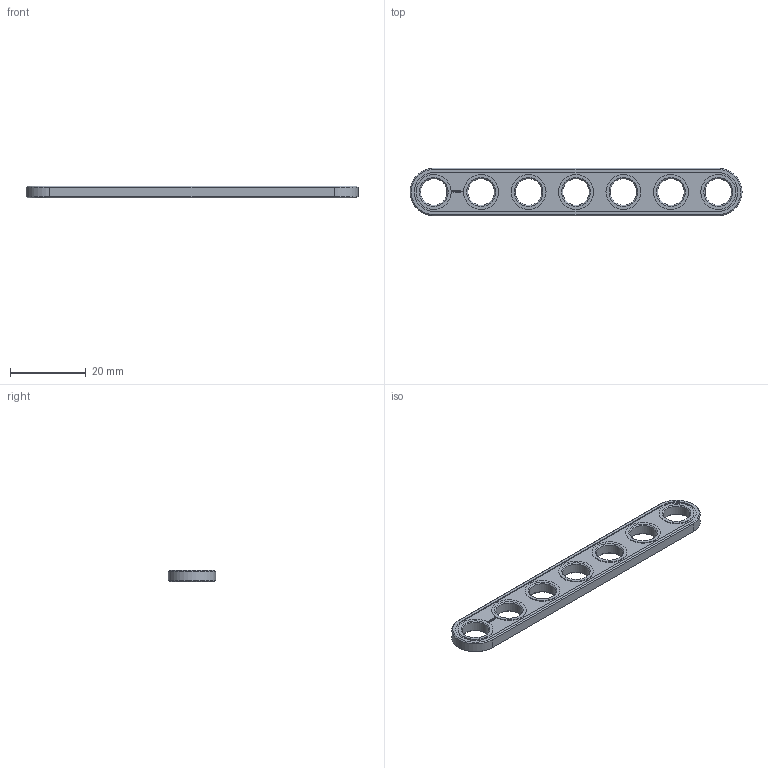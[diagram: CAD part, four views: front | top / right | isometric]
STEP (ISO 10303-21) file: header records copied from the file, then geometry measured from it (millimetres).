
FILE_DESCRIPTION(('FreeCAD Model'),'2;1');
FILE_NAME('Open CASCADE Shape Model','2021-03-06T13:25:50',( 'Paulo Kiefe'),('STEMFIE.org'),'Open CASCADE STEP processor 7.4', 'FreeCAD','Unknown');
FILE_SCHEMA(('AUTOMOTIVE_DESIGN { 1 0 10303 214 1 1 1 1 }'));
Length unit declared in the file: millimetre
Products named in the file (1): Brace_STR_STD_ERR_BU07x01x00.25_-_SPN-BRC-0006_(stemfie.org)
Bounding box: 87.5 x 12.5 x 3.12 mm (x, y, z)
Volume: 2362 mm3; surface area: 2612.9 mm2
Topology: 1 solids, 1 shells, 574 faces, 1565 edges, 1036 vertices
Faces by surface type: plane 316, extrusion 222, cone 18, cylinder 18
Full cylindrical faces by diameter (mm): 7 x7, 9.2 x7
Entity records: 40078 total; most frequent: CARTESIAN_POINT 10477, DIRECTION 4553, VECTOR 3710, LINE 3488, ORIENTED_EDGE 3130, PCURVE 3130, DEFINITIONAL_REPRESENTATION 3130, EDGE_CURVE 1565
